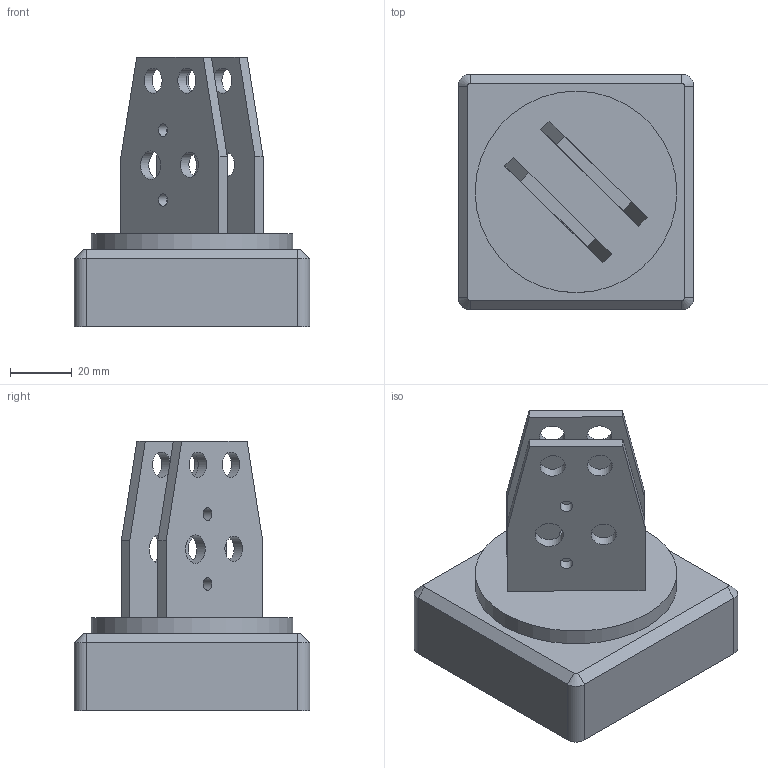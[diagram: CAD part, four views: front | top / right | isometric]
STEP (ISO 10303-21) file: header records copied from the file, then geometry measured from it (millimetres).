
FILE_DESCRIPTION(/* description */ ('STEP AP214'),/* implementation_level */ '2;1');
FILE_NAME(/* name */ '6570e85248fc2760bbd3af4c',/* time_stamp */ '2023-12-06T21:32:03Z',/* author */ (''),/* organization */ (''),/* preprocessor_version */ 'ST-DEVELOPER v19.4',/* originating_system */ ' ',/* authorisation */ ' ');
FILE_SCHEMA (('AUTOMOTIVE_DESIGN {1 0 10303 214 3 1 1}'));
Length unit declared in the file: metre
Products named in the file (1): Claw_mount_copy v1
Bounding box: 76.2 x 76.2 x 87.23 mm (x, y, z)
Volume: 174610.2 mm3; surface area: 30926.9 mm2
Topology: 1 solids, 1 shells, 66 faces, 155 edges, 104 vertices
Faces by surface type: plane 35, cylinder 27, cone 4
Full cylindrical faces by diameter (mm): 2.8 x4, 3.7 x4, 4.064 x4, 5.5 x1, 8.128 x6, 9.144 x2, 22.35 x1, 65.171 x1
Entity records: 1786 total; most frequent: DIRECTION 314, CARTESIAN_POINT 283, ORIENTED_EDGE 244, EDGE_LOOP 126, FACE_BOUND 126, AXIS2_PLACEMENT_3D 125, EDGE_CURVE 122, VERTEX_POINT 94
